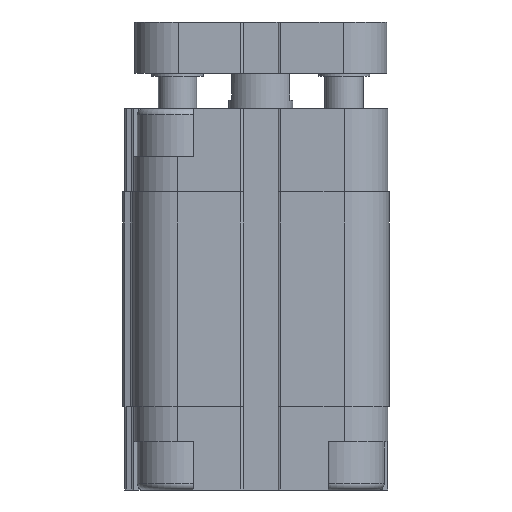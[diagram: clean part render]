
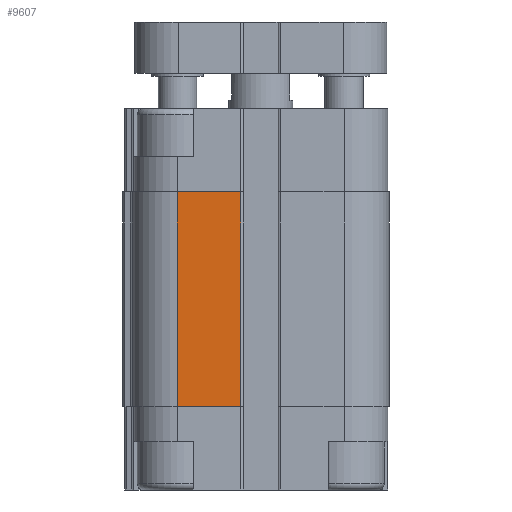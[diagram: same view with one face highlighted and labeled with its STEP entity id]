
A CAD part, left-side view. The second image highlights one B-rep face of the part: STEP entity #9607.
In plain terms, the highlighted face is planar.
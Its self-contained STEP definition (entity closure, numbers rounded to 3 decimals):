
#338=LINE('',#15212,#1180);
#339=LINE('',#15214,#1181);
#340=LINE('',#15216,#1182);
#341=LINE('',#15218,#1183);
#1180=VECTOR('',#11870,1000.);
#1181=VECTOR('',#11873,1000.);
#1182=VECTOR('',#11874,1000.);
#1183=VECTOR('',#11875,1000.);
#1797=PLANE('',#10341);
#3161=ORIENTED_EDGE('',*,*,#5756,.F.);
#3162=ORIENTED_EDGE('',*,*,#5755,.F.);
#3163=ORIENTED_EDGE('',*,*,#5757,.T.);
#3164=ORIENTED_EDGE('',*,*,#5758,.T.);
#5755=EDGE_CURVE('',#7053,#7052,#338,.T.);
#5756=EDGE_CURVE('',#7052,#7054,#339,.T.);
#5757=EDGE_CURVE('',#7053,#7055,#340,.T.);
#5758=EDGE_CURVE('',#7055,#7054,#341,.T.);
#7052=VERTEX_POINT('',#15209);
#7053=VERTEX_POINT('',#15211);
#7054=VERTEX_POINT('',#15215);
#7055=VERTEX_POINT('',#15217);
#8131=EDGE_LOOP('',(#3161,#3162,#3163,#3164));
#8855=FACE_BOUND('',#8131,.T.);
#9607=ADVANCED_FACE('',(#8855),#1797,.T.);
#10341=AXIS2_PLACEMENT_3D('',#15213,#11871,#11872);
#11870=DIRECTION('',(0.,0.,1.));
#11871=DIRECTION('',(1.,0.,0.));
#11872=DIRECTION('',(0.,0.,-1.));
#11873=DIRECTION('',(0.,1.,0.));
#11874=DIRECTION('',(0.,1.,0.));
#11875=DIRECTION('',(0.,0.,1.));
#15209=CARTESIAN_POINT('',(20.,-13.,-13.));
#15211=CARTESIAN_POINT('',(20.,-13.,-46.5));
#15212=CARTESIAN_POINT('',(20.,-13.,-46.5));
#15213=CARTESIAN_POINT('',(20.,-13.,-46.5));
#15214=CARTESIAN_POINT('',(20.,-13.,-13.));
#15215=CARTESIAN_POINT('',(20.,-3.1,-13.));
#15216=CARTESIAN_POINT('',(20.,-13.,-46.5));
#15217=CARTESIAN_POINT('',(20.,-3.1,-46.5));
#15218=CARTESIAN_POINT('',(20.,-3.1,-46.5));
